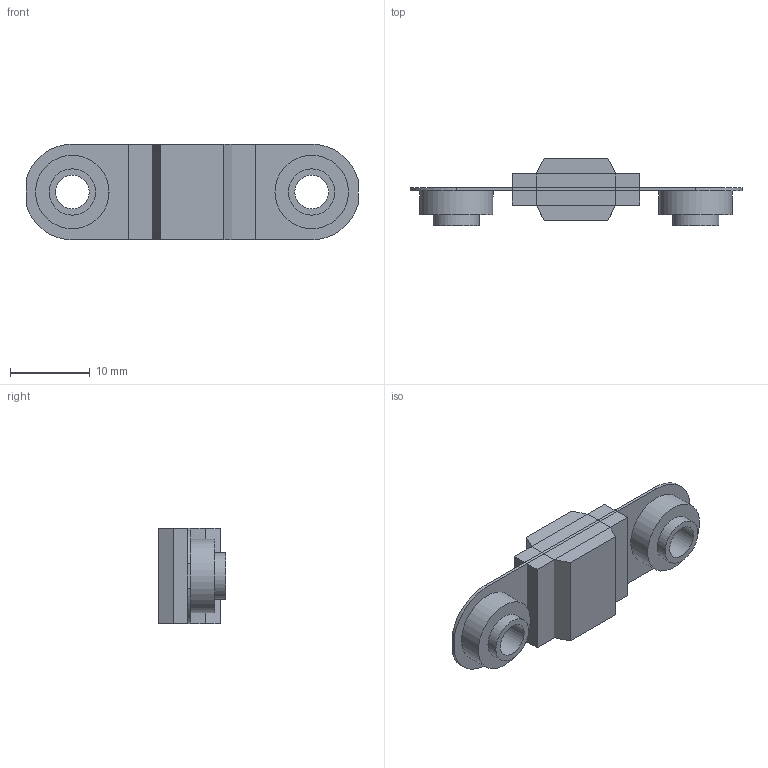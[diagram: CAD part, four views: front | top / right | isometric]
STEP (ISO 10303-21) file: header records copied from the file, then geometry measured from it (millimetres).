
FILE_DESCRIPTION(/* description */ (''),/* implementation_level */ '2;1');
FILE_NAME(/* name */ 'Fuse_BF1.step',/* time_stamp */ '2023-10-17T22:20:25+09:00',/* author */ (''),/* organization */ (''),/* preprocessor_version */ 'ST-DEVELOPER v20',/* originating_system */ 'Autodesk Translation Framework v12.14.0.127',/* authorisation */ '');
FILE_SCHEMA (('AUTOMOTIVE_DESIGN { 1 0 10303 214 3 1 1 }'));
Length unit declared in the file: millimetre
Products named in the file (2): Fuse_BF1; WA-SMSI_9774030592R
Assembly tree (2 placements, depth 2):
  Fuse_BF1
    WA-SMSI_9774030592R  x2
Bounding box: 41.6 x 8.5 x 12 mm (x, y, z)
Volume: 2174.8 mm3; surface area: 2600 mm2
Topology: 5 solids, 5 shells, 40 faces, 84 edges, 56 vertices
Faces by surface type: plane 28, cylinder 12
Full cylindrical faces by diameter (mm): 4.234 x2, 5.5 x2, 5.8 x2, 9.2 x2
Entity records: 1009 total; most frequent: DIRECTION 169, CARTESIAN_POINT 163, ORIENTED_EDGE 150, EDGE_CURVE 75, LINE 57, VECTOR 57, AXIS2_PLACEMENT_3D 56, VERTEX_POINT 50
